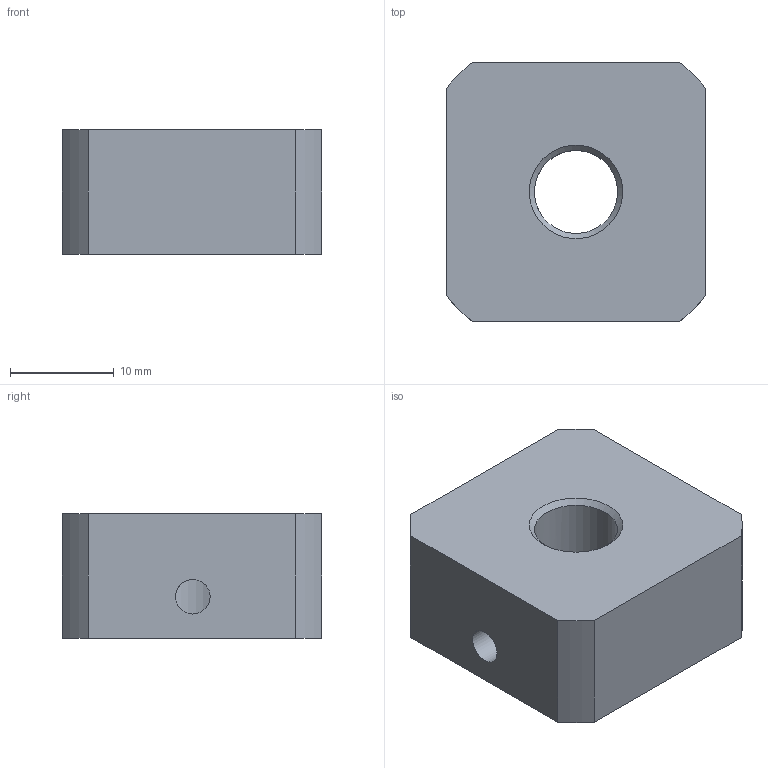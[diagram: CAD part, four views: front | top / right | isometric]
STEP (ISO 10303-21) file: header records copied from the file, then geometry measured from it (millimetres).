
FILE_DESCRIPTION(/* description */ (''),/* implementation_level */ '2;1');
FILE_NAME(/* name */ 'Moyeu.step',/* time_stamp */ '2020-04-27T15:10:55+02:00',/* author */ (''),/* organization */ (''),/* preprocessor_version */ 'ST-DEVELOPER v18.1',/* originating_system */ 'Autodesk Translation Framework v9.2.0.1227',/* authorisation */ '');
FILE_SCHEMA (('AUTOMOTIVE_DESIGN { 1 0 10303 214 3 1 1 }'));
Length unit declared in the file: millimetre
Products named in the file (2): MCNB-30T_moyeu_2; moyeu
Assembly tree (1 placements, depth 2):
  MCNB-30T_moyeu_2
    moyeu
Bounding box: 25 x 25 x 12 mm (x, y, z)
Volume: 6600.2 mm3; surface area: 2689.8 mm2
Topology: 1 solids, 1 shells, 15 faces, 37 edges, 24 vertices
Faces by surface type: cylinder 7, plane 6, cone 2
Full cylindrical faces by diameter (mm): 3.332 x2, 8 x1
Entity records: 583 total; most frequent: CARTESIAN_POINT 145, DIRECTION 85, ORIENTED_EDGE 74, EDGE_CURVE 37, AXIS2_PLACEMENT_3D 32, VERTEX_POINT 24, EDGE_LOOP 21, LINE 21
